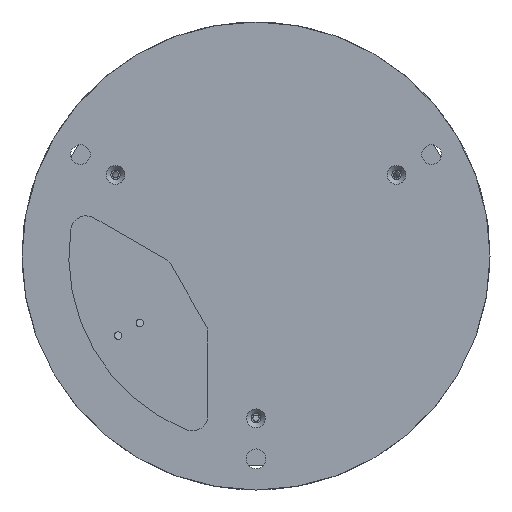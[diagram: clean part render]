
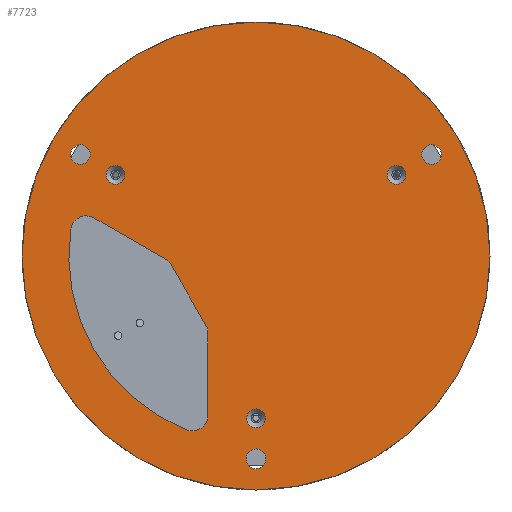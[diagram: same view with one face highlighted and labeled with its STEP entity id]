
A CAD part, front view. The second image highlights one B-rep face of the part: STEP entity #7723.
In plain terms, the highlighted planar face has unit normal (0, -1, 0).
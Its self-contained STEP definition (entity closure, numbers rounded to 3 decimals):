
#330 = CIRCLE ( 'NONE', #84080, 3.15 ) ;
#359 = AXIS2_PLACEMENT_3D ( 'NONE', #13738, #51284, #13077 ) ;
#609 = CIRCLE ( 'NONE', #3824, 3. ) ;
#791 = AXIS2_PLACEMENT_3D ( 'NONE', #30146, #7504, #66754 ) ;
#2508 = CARTESIAN_POINT ( 'NONE',  ( 0., 0., 0. ) ) ;
#3450 = DIRECTION ( 'NONE',  ( -0.5, 0., 0.866 ) ) ;
#3467 = CARTESIAN_POINT ( 'NONE',  ( 56.292, 0., 32.5 ) ) ;
#3824 = AXIS2_PLACEMENT_3D ( 'NONE', #72735, #86592, #94369 ) ;
#3957 = DIRECTION ( 'NONE',  ( 0., -1., 0. ) ) ;
#4112 = CARTESIAN_POINT ( 'NONE',  ( -45.033, 0., 23. ) ) ;
#4480 = FACE_BOUND ( 'NONE', #75392, .T. ) ;
#5271 = CARTESIAN_POINT ( 'NONE',  ( -56.292, 0., 29.35 ) ) ;
#5357 = ORIENTED_EDGE ( 'NONE', *, *, #29333, .T. ) ;
#5539 = EDGE_CURVE ( 'NONE', #20170, #88151, #22265, .T. ) ;
#5726 = ORIENTED_EDGE ( 'NONE', *, *, #47656, .F. ) ;
#6835 = CIRCLE ( 'NONE', #19236, 5. ) ;
#7504 = DIRECTION ( 'NONE',  ( 0., -1., 0. ) ) ;
#7723 = ADVANCED_FACE ( 'NONE', ( #53243, #85588, #4480, #93619, #73973, #92583, #65871, #76281 ), #92611, .T. ) ;
#7751 = CARTESIAN_POINT ( 'NONE',  ( -15.401, 0., -24.665 ) ) ;
#7802 = CIRCLE ( 'NONE', #35298, 3. ) ;
#7958 = CARTESIAN_POINT ( 'NONE',  ( -15.401, 0., -24.665 ) ) ;
#8789 = CIRCLE ( 'NONE', #9074, 75. ) ;
#8983 = DIRECTION ( 'NONE',  ( 0., 0., -1. ) ) ;
#9074 = AXIS2_PLACEMENT_3D ( 'NONE', #2508, #61766, #8983 ) ;
#9525 = VECTOR ( 'NONE', #45445, 1000. ) ;
#10024 = VECTOR ( 'NONE', #66574, 1000. ) ;
#10501 = EDGE_CURVE ( 'NONE', #74490, #74490, #32839, .T. ) ;
#10577 = DIRECTION ( 'NONE',  ( 0., 1., 0. ) ) ;
#11923 = CARTESIAN_POINT ( 'NONE',  ( 0., 0., -65. ) ) ;
#11956 = CARTESIAN_POINT ( 'NONE',  ( 0., 0., 0. ) ) ;
#12640 = CARTESIAN_POINT ( 'NONE',  ( -29.061, 0., -1.005 ) ) ;
#12765 = ORIENTED_EDGE ( 'NONE', *, *, #74590, .T. ) ;
#13077 = DIRECTION ( 'NONE',  ( 0., 0., -1. ) ) ;
#13738 = CARTESIAN_POINT ( 'NONE',  ( -31.561, 0., -5.335 ) ) ;
#14575 = AXIS2_PLACEMENT_3D ( 'NONE', #35622, #87068, #94845 ) ;
#15270 = AXIS2_PLACEMENT_3D ( 'NONE', #85643, #34844, #85340 ) ;
#15344 = EDGE_LOOP ( 'NONE', ( #12765 ) ) ;
#16880 = AXIS2_PLACEMENT_3D ( 'NONE', #11956, #63732, #85696 ) ;
#19236 = AXIS2_PLACEMENT_3D ( 'NONE', #72393, #49732, #27988 ) ;
#20170 = VERTEX_POINT ( 'NONE', #55057 ) ;
#20185 = ORIENTED_EDGE ( 'NONE', *, *, #55933, .T. ) ;
#21384 = EDGE_LOOP ( 'NONE', ( #74403, #35710, #44118, #5726, #84610, #69820, #29705, #78259 ) ) ;
#21708 = EDGE_CURVE ( 'NONE', #44241, #59132, #34170, .T. ) ;
#22265 = CIRCLE ( 'NONE', #359, 5. ) ;
#23428 = DIRECTION ( 'NONE',  ( 0., 1., 0. ) ) ;
#23479 = LINE ( 'NONE', #44824, #9525 ) ;
#27988 = DIRECTION ( 'NONE',  ( 0., 0., 1. ) ) ;
#28259 = EDGE_CURVE ( 'NONE', #30676, #76802, #57034, .T. ) ;
#29333 = EDGE_CURVE ( 'NONE', #81417, #81417, #88034, .T. ) ;
#29705 = ORIENTED_EDGE ( 'NONE', *, *, #28259, .F. ) ;
#30146 = CARTESIAN_POINT ( 'NONE',  ( -20.401, 0., -24.665 ) ) ;
#30676 = VERTEX_POINT ( 'NONE', #7751 ) ;
#31433 = EDGE_LOOP ( 'NONE', ( #86383 ) ) ;
#31942 = CARTESIAN_POINT ( 'NONE',  ( -59.382, 0., 8.586 ) ) ;
#32839 = CIRCLE ( 'NONE', #15270, 3. ) ;
#34123 = ORIENTED_EDGE ( 'NONE', *, *, #10501, .T. ) ;
#34170 = CIRCLE ( 'NONE', #16880, 60. ) ;
#34245 = DIRECTION ( 'NONE',  ( 0., 1., 0. ) ) ;
#34501 = CARTESIAN_POINT ( 'NONE',  ( 0., 0., -75. ) ) ;
#34614 = DIRECTION ( 'NONE',  ( 0., -1., 0. ) ) ;
#34844 = DIRECTION ( 'NONE',  ( 0., 1., 0. ) ) ;
#34929 = DIRECTION ( 'NONE',  ( 0., 0., -1. ) ) ;
#35226 = CIRCLE ( 'NONE', #43018, 3.15 ) ;
#35298 = AXIS2_PLACEMENT_3D ( 'NONE', #89777, #23428, #82025 ) ;
#35622 = CARTESIAN_POINT ( 'NONE',  ( -56.292, 0., 32.5 ) ) ;
#35710 = ORIENTED_EDGE ( 'NONE', *, *, #21708, .F. ) ;
#37847 = EDGE_CURVE ( 'NONE', #95042, #30676, #88780, .T. ) ;
#39637 = AXIS2_PLACEMENT_3D ( 'NONE', #79266, #34614, #34929 ) ;
#39794 = CARTESIAN_POINT ( 'NONE',  ( 45.033, 0., 23. ) ) ;
#40827 = VERTEX_POINT ( 'NONE', #56230 ) ;
#43018 = AXIS2_PLACEMENT_3D ( 'NONE', #3467, #10577, #61762 ) ;
#43612 = EDGE_CURVE ( 'NONE', #54873, #44241, #54214, .T. ) ;
#44118 = ORIENTED_EDGE ( 'NONE', *, *, #43612, .F. ) ;
#44241 = VERTEX_POINT ( 'NONE', #31942 ) ;
#44725 = EDGE_LOOP ( 'NONE', ( #58087 ) ) ;
#44824 = CARTESIAN_POINT ( 'NONE',  ( -29.061, 0., -1.005 ) ) ;
#45445 = DIRECTION ( 'NONE',  ( -0.866, 0., 0.5 ) ) ;
#46605 = VERTEX_POINT ( 'NONE', #78838 ) ;
#47656 = EDGE_CURVE ( 'NONE', #88151, #54873, #23479, .T. ) ;
#48308 = CARTESIAN_POINT ( 'NONE',  ( 0., 0., 0. ) ) ;
#49732 = DIRECTION ( 'NONE',  ( 0., -1., 0. ) ) ;
#51284 = DIRECTION ( 'NONE',  ( 0., -1., 0. ) ) ;
#52688 = EDGE_CURVE ( 'NONE', #59132, #95042, #6835, .T. ) ;
#53243 = FACE_OUTER_BOUND ( 'NONE', #15344, .T. ) ;
#53481 = EDGE_LOOP ( 'NONE', ( #72997 ) ) ;
#54214 = CIRCLE ( 'NONE', #39637, 5. ) ;
#54873 = VERTEX_POINT ( 'NONE', #76512 ) ;
#55057 = CARTESIAN_POINT ( 'NONE',  ( -27.231, 0., -2.835 ) ) ;
#55765 = DIRECTION ( 'NONE',  ( 0., 0., -1. ) ) ;
#55933 = EDGE_CURVE ( 'NONE', #59327, #59327, #35226, .T. ) ;
#56230 = CARTESIAN_POINT ( 'NONE',  ( 0., 0., -68.15 ) ) ;
#57034 = CIRCLE ( 'NONE', #791, 5. ) ;
#57571 = EDGE_CURVE ( 'NONE', #76802, #20170, #80190, .T. ) ;
#58087 = ORIENTED_EDGE ( 'NONE', *, *, #79114, .T. ) ;
#59132 = VERTEX_POINT ( 'NONE', #70254 ) ;
#59327 = VERTEX_POINT ( 'NONE', #78219 ) ;
#61762 = DIRECTION ( 'NONE',  ( 0., 0., -1. ) ) ;
#61766 = DIRECTION ( 'NONE',  ( 0., -1., 0. ) ) ;
#63732 = DIRECTION ( 'NONE',  ( 0., -1., 0. ) ) ;
#65871 = FACE_BOUND ( 'NONE', #53481, .T. ) ;
#66574 = DIRECTION ( 'NONE',  ( 0., 0., 1. ) ) ;
#66754 = DIRECTION ( 'NONE',  ( 0., 0., 1. ) ) ;
#67473 = VECTOR ( 'NONE', #3450, 1000. ) ;
#69820 = ORIENTED_EDGE ( 'NONE', *, *, #57571, .F. ) ;
#70002 = AXIS2_PLACEMENT_3D ( 'NONE', #48308, #3957, #55765 ) ;
#70254 = CARTESIAN_POINT ( 'NONE',  ( -22.255, 0., -55.72 ) ) ;
#72393 = CARTESIAN_POINT ( 'NONE',  ( -20.401, 0., -51.077 ) ) ;
#72735 = CARTESIAN_POINT ( 'NONE',  ( -45.033, 0., 26. ) ) ;
#72997 = ORIENTED_EDGE ( 'NONE', *, *, #88204, .T. ) ;
#73973 = FACE_BOUND ( 'NONE', #44725, .T. ) ;
#74403 = ORIENTED_EDGE ( 'NONE', *, *, #52688, .F. ) ;
#74490 = VERTEX_POINT ( 'NONE', #39794 ) ;
#74590 = EDGE_CURVE ( 'NONE', #92914, #92914, #8789, .T. ) ;
#75392 = EDGE_LOOP ( 'NONE', ( #5357 ) ) ;
#76281 = FACE_BOUND ( 'NONE', #21384, .T. ) ;
#76512 = CARTESIAN_POINT ( 'NONE',  ( -51.934, 0., 12.201 ) ) ;
#76802 = VERTEX_POINT ( 'NONE', #90173 ) ;
#78219 = CARTESIAN_POINT ( 'NONE',  ( 56.292, 0., 29.35 ) ) ;
#78259 = ORIENTED_EDGE ( 'NONE', *, *, #37847, .F. ) ;
#78838 = CARTESIAN_POINT ( 'NONE',  ( 0., 0., -55. ) ) ;
#79114 = EDGE_CURVE ( 'NONE', #46605, #46605, #7802, .T. ) ;
#79266 = CARTESIAN_POINT ( 'NONE',  ( -54.434, 0., 7.871 ) ) ;
#80190 = LINE ( 'NONE', #92107, #67473 ) ;
#81417 = VERTEX_POINT ( 'NONE', #5271 ) ;
#81816 = EDGE_CURVE ( 'NONE', #40827, #40827, #330, .T. ) ;
#82025 = DIRECTION ( 'NONE',  ( 0., 0., -1. ) ) ;
#84080 = AXIS2_PLACEMENT_3D ( 'NONE', #11923, #34245, #92821 ) ;
#84610 = ORIENTED_EDGE ( 'NONE', *, *, #5539, .F. ) ;
#85340 = DIRECTION ( 'NONE',  ( 0., 0., -1. ) ) ;
#85588 = FACE_BOUND ( 'NONE', #31433, .T. ) ;
#85643 = CARTESIAN_POINT ( 'NONE',  ( 45.033, 0., 26. ) ) ;
#85696 = DIRECTION ( 'NONE',  ( 0., 0., -1. ) ) ;
#86383 = ORIENTED_EDGE ( 'NONE', *, *, #81816, .T. ) ;
#86592 = DIRECTION ( 'NONE',  ( 0., 1., 0. ) ) ;
#87068 = DIRECTION ( 'NONE',  ( 0., 1., 0. ) ) ;
#88034 = CIRCLE ( 'NONE', #14575, 3.15 ) ;
#88092 = EDGE_LOOP ( 'NONE', ( #34123 ) ) ;
#88151 = VERTEX_POINT ( 'NONE', #12640 ) ;
#88204 = EDGE_CURVE ( 'NONE', #90612, #90612, #609, .T. ) ;
#88780 = LINE ( 'NONE', #7958, #10024 ) ;
#89777 = CARTESIAN_POINT ( 'NONE',  ( 0., 0., -52. ) ) ;
#90173 = CARTESIAN_POINT ( 'NONE',  ( -16.071, 0., -22.165 ) ) ;
#90612 = VERTEX_POINT ( 'NONE', #4112 ) ;
#92107 = CARTESIAN_POINT ( 'NONE',  ( -27.231, 0., -2.835 ) ) ;
#92583 = FACE_BOUND ( 'NONE', #88092, .T. ) ;
#92611 = PLANE ( 'NONE',  #70002 ) ;
#92762 = CARTESIAN_POINT ( 'NONE',  ( -15.401, 0., -51.077 ) ) ;
#92819 = EDGE_LOOP ( 'NONE', ( #20185 ) ) ;
#92821 = DIRECTION ( 'NONE',  ( 0., 0., -1. ) ) ;
#92914 = VERTEX_POINT ( 'NONE', #34501 ) ;
#93619 = FACE_BOUND ( 'NONE', #92819, .T. ) ;
#94369 = DIRECTION ( 'NONE',  ( 0., 0., -1. ) ) ;
#94845 = DIRECTION ( 'NONE',  ( 0., 0., -1. ) ) ;
#95042 = VERTEX_POINT ( 'NONE', #92762 ) ;
